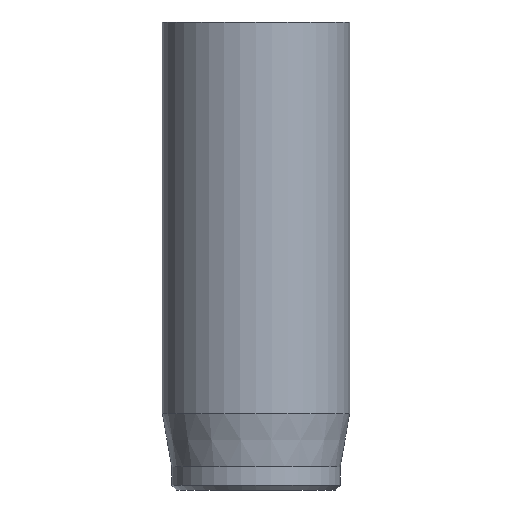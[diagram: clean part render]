
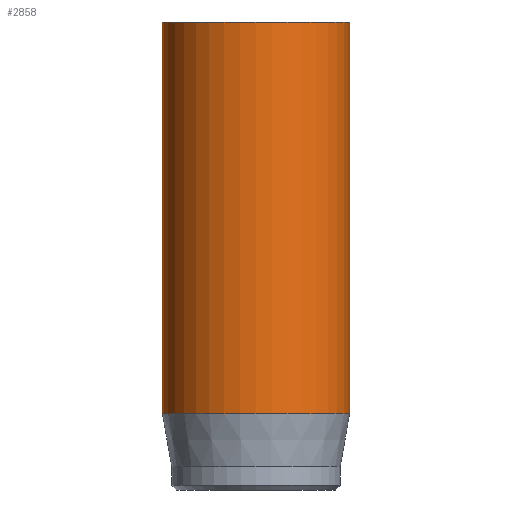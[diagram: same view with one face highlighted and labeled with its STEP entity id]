
A CAD part, front view. The second image highlights one B-rep face of the part: STEP entity #2858.
In plain terms, the highlighted cylindrical face has radius 4 mm (diameter 8 mm), a full revolution.
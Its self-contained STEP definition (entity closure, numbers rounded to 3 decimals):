
#32=CYLINDRICAL_SURFACE('',#2990,4.);
#47=CIRCLE('',#2958,4.);
#63=CIRCLE('',#2988,4.);
#64=CIRCLE('',#2989,4.);
#275=FACE_OUTER_BOUND('',#450,.T.);
#450=EDGE_LOOP('',(#2504,#2505,#2506,#2507,#2508));
#625=LINE('',#5675,#808);
#808=VECTOR('',#3298,4.);
#1281=VERTEX_POINT('',#5615);
#1297=VERTEX_POINT('',#5669);
#1298=VERTEX_POINT('',#5670);
#1682=EDGE_CURVE('',#1281,#1281,#47,.T.);
#1706=EDGE_CURVE('',#1297,#1298,#63,.T.);
#1707=EDGE_CURVE('',#1298,#1297,#64,.T.);
#1709=EDGE_CURVE('',#1281,#1297,#625,.T.);
#2504=ORIENTED_EDGE('',*,*,#1682,.T.);
#2505=ORIENTED_EDGE('',*,*,#1709,.T.);
#2506=ORIENTED_EDGE('',*,*,#1706,.T.);
#2507=ORIENTED_EDGE('',*,*,#1707,.T.);
#2508=ORIENTED_EDGE('',*,*,#1709,.F.);
#2858=ADVANCED_FACE('',(#275),#32,.T.);
#2958=AXIS2_PLACEMENT_3D('',#5616,#3223,#3224);
#2988=AXIS2_PLACEMENT_3D('',#5671,#3291,#3292);
#2989=AXIS2_PLACEMENT_3D('',#5672,#3293,#3294);
#2990=AXIS2_PLACEMENT_3D('',#5674,#3296,#3297);
#3223=DIRECTION('center_axis',(0.,0.,-1.));
#3224=DIRECTION('ref_axis',(-1.,0.,0.));
#3291=DIRECTION('center_axis',(0.,0.,1.));
#3292=DIRECTION('ref_axis',(-1.,0.,0.));
#3293=DIRECTION('center_axis',(0.,0.,1.));
#3294=DIRECTION('ref_axis',(-1.,0.,0.));
#3296=DIRECTION('center_axis',(0.,0.,1.));
#3297=DIRECTION('ref_axis',(-1.,0.,0.));
#3298=DIRECTION('',(0.,0.,-1.));
#5615=CARTESIAN_POINT('',(4.,0.,20.));
#5616=CARTESIAN_POINT('Origin',(0.,0.,20.));
#5669=CARTESIAN_POINT('',(4.,0.,3.269));
#5670=CARTESIAN_POINT('',(-4.,0.,3.269));
#5671=CARTESIAN_POINT('Origin',(0.,0.,3.269));
#5672=CARTESIAN_POINT('Origin',(0.,0.,3.269));
#5674=CARTESIAN_POINT('Origin',(0.,0.,0.));
#5675=CARTESIAN_POINT('',(4.,0.,0.));
